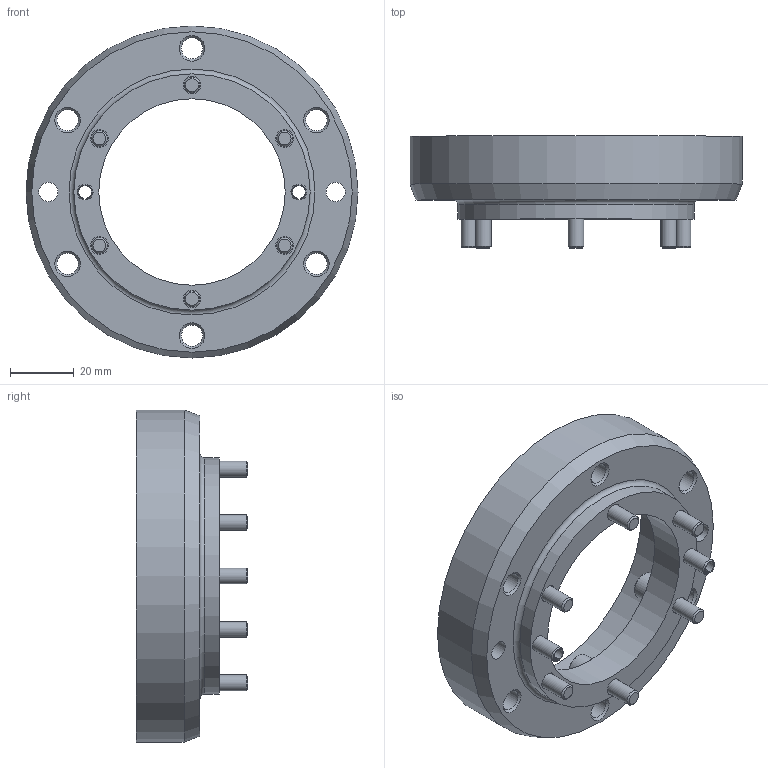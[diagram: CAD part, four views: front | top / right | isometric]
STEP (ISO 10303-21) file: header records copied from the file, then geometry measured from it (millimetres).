
FILE_DESCRIPTION(/* description */ ('STEP AP214'),/* implementation_level */ '2;1');
FILE_NAME(/* name */ '555427_DADG-AK-220',/* time_stamp */ '2024-08-12T16:33:33+02:00',/* author */ ('License CC BY-ND 4.0'),/* organization */ ('CADENAS'),/* preprocessor_version */ 'ST-DEVELOPER v19.3',/* originating_system */ 'PARTsolutions',/* authorisation */ ' ');
FILE_SCHEMA (('AUTOMOTIVE_DESIGN {1 0 10303 214 3 1 1}'));
Length unit declared in the file: millimetre
Products named in the file (4): 555427 DADG-AK-220; 719812 DADG-AK-220; DIN-912 - M5x20(F); Clamping pin DIN 7346 5x20
Assembly tree (9 placements, depth 2):
  555427 DADG-AK-220
    719812 DADG-AK-220
    DIN-912 - M5x20(F)  x6
    Clamping pin DIN 7346 5x20  x2
Bounding box: 104 x 35 x 104 mm (x, y, z)
Volume: 92627.4 mm3; surface area: 32883.4 mm2
Topology: 9 solids, 9 shells, 224 faces, 446 edges, 248 vertices
Faces by surface type: plane 102, cone 85, cylinder 36, torus 1
Full cylindrical faces by diameter (mm): 5 x8, 5.5 x6, 6 x2, 6.647 x6, 8.5 x6, 58.4 x1, 74 x1, 76.5 x1, 104 x1
Entity records: 2046 total; most frequent: DIRECTION 366, CARTESIAN_POINT 323, ORIENTED_EDGE 236, AXIS2_PLACEMENT_3D 168, FACE_BOUND 157, EDGE_LOOP 156, EDGE_CURVE 118, VERTEX_POINT 95
